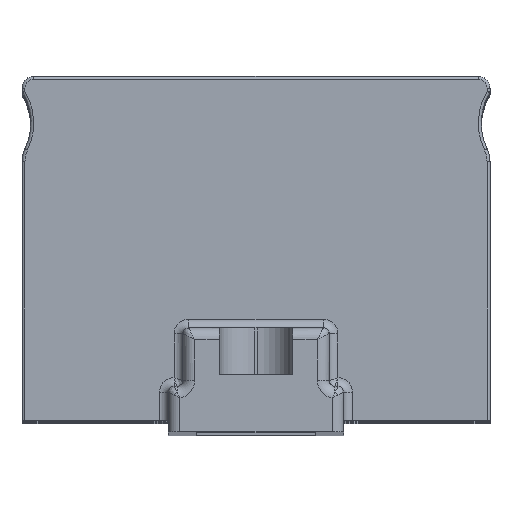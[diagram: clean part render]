
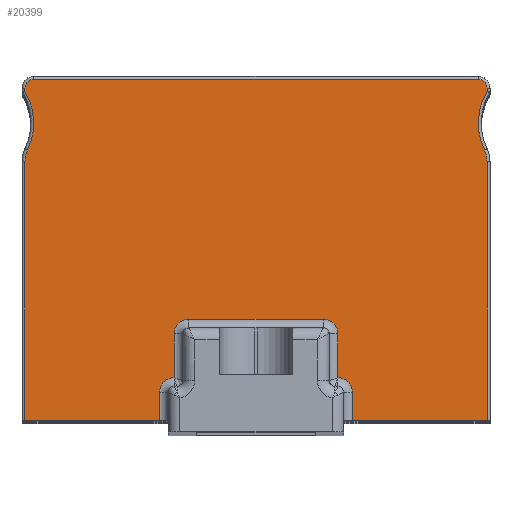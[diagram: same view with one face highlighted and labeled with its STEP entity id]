
A CAD part, top view. The second image highlights one B-rep face of the part: STEP entity #20399.
In plain terms, the highlighted planar face has unit normal (0, 0, 1).
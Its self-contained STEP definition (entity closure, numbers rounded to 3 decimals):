
#1645=DIRECTION('',(0.,-1.,0.));
#1646=VECTOR('',#1645,44.262);
#1647=CARTESIAN_POINT('',(-39.5,46.262,326.));
#1648=LINE('',#1647,#1646);
#1649=CARTESIAN_POINT('',(-35.,46.262,326.));
#1650=DIRECTION('',(0.,0.,1.));
#1651=DIRECTION('',(-0.9,0.436,0.));
#1652=AXIS2_PLACEMENT_3D('',#1649,#1650,#1651);
#1654=CARTESIAN_POINT('',(-48.5,52.8,326.));
#1655=DIRECTION('',(0.,0.,-1.));
#1656=DIRECTION('',(0.857,0.515,0.));
#1657=AXIS2_PLACEMENT_3D('',#1654,#1655,#1656);
#1659=DIRECTION('',(0.,-1.,0.));
#1660=VECTOR('',#1659,0.592);
#1661=CARTESIAN_POINT('',(-39.5,58.8,326.));
#1662=LINE('',#1661,#1660);
#1663=CARTESIAN_POINT('',(-38.,58.8,326.));
#1664=DIRECTION('',(0.,0.,1.));
#1665=DIRECTION('',(0.,1.,0.));
#1666=AXIS2_PLACEMENT_3D('',#1663,#1664,#1665);
#1668=DIRECTION('',(-1.,0.,0.));
#1669=VECTOR('',#1668,76.);
#1670=CARTESIAN_POINT('',(38.,60.3,326.));
#1671=LINE('',#1670,#1669);
#1672=CARTESIAN_POINT('',(38.,58.8,326.));
#1673=DIRECTION('',(0.,0.,1.));
#1674=DIRECTION('',(1.,0.,0.));
#1675=AXIS2_PLACEMENT_3D('',#1672,#1673,#1674);
#1677=DIRECTION('',(0.,1.,0.));
#1678=VECTOR('',#1677,0.592);
#1679=CARTESIAN_POINT('',(39.5,58.208,326.));
#1680=LINE('',#1679,#1678);
#1681=CARTESIAN_POINT('',(48.5,52.8,326.));
#1682=DIRECTION('',(0.,0.,-1.));
#1683=DIRECTION('',(-0.9,-0.436,0.));
#1684=AXIS2_PLACEMENT_3D('',#1681,#1682,#1683);
#1686=CARTESIAN_POINT('',(35.,46.262,326.));
#1687=DIRECTION('',(0.,0.,1.));
#1688=DIRECTION('',(1.,0.,0.));
#1689=AXIS2_PLACEMENT_3D('',#1686,#1687,#1688);
#1691=DIRECTION('',(0.,1.,0.));
#1692=VECTOR('',#1691,44.262);
#1693=CARTESIAN_POINT('',(39.5,2.,326.));
#1694=LINE('',#1693,#1692);
#1695=DIRECTION('',(-1.,0.,0.));
#1696=VECTOR('',#1695,23.);
#1697=CARTESIAN_POINT('',(39.5,2.,326.));
#1698=LINE('',#1697,#1696);
#1699=DIRECTION('',(0.,1.,0.));
#1700=VECTOR('',#1699,4.8);
#1701=CARTESIAN_POINT('',(16.5,2.,326.));
#1702=LINE('',#1701,#1700);
#1703=CARTESIAN_POINT('',(14.,6.8,326.));
#1704=DIRECTION('',(0.,0.,1.));
#1705=DIRECTION('',(1.,0.,0.));
#1706=AXIS2_PLACEMENT_3D('',#1703,#1704,#1705);
#1708=CARTESIAN_POINT('',(14.,9.3,326.));
#1709=CARTESIAN_POINT('',(14.,10.133,326.));
#1710=CARTESIAN_POINT('',(14.,11.8,326.));
#1711=CARTESIAN_POINT('',(14.,14.3,326.));
#1712=CARTESIAN_POINT('',(14.,15.967,326.));
#1713=CARTESIAN_POINT('',(14.,16.8,326.));
#1715=CARTESIAN_POINT('',(11.5,16.8,326.));
#1716=DIRECTION('',(0.,0.,1.));
#1717=DIRECTION('',(1.,0.,0.));
#1718=AXIS2_PLACEMENT_3D('',#1715,#1716,#1717);
#1720=DIRECTION('',(-1.,0.,0.));
#1721=VECTOR('',#1720,23.);
#1722=CARTESIAN_POINT('',(11.5,19.3,326.));
#1723=LINE('',#1722,#1721);
#1724=CARTESIAN_POINT('',(-11.5,16.8,326.));
#1725=DIRECTION('',(0.,0.,1.));
#1726=DIRECTION('',(0.,1.,0.));
#1727=AXIS2_PLACEMENT_3D('',#1724,#1725,#1726);
#1729=CARTESIAN_POINT('',(-14.,16.8,326.));
#1730=CARTESIAN_POINT('',(-14.,15.967,326.));
#1731=CARTESIAN_POINT('',(-14.,14.3,326.));
#1732=CARTESIAN_POINT('',(-14.,11.8,326.));
#1733=CARTESIAN_POINT('',(-14.,10.133,326.));
#1734=CARTESIAN_POINT('',(-14.,9.3,326.));
#1736=CARTESIAN_POINT('',(-14.,6.8,326.));
#1737=DIRECTION('',(0.,0.,1.));
#1738=DIRECTION('',(0.,1.,0.));
#1739=AXIS2_PLACEMENT_3D('',#1736,#1737,#1738);
#1741=DIRECTION('',(0.,-1.,0.));
#1742=VECTOR('',#1741,4.8);
#1743=CARTESIAN_POINT('',(-16.5,6.8,326.));
#1744=LINE('',#1743,#1742);
#1745=DIRECTION('',(-1.,0.,0.));
#1746=VECTOR('',#1745,23.);
#1747=CARTESIAN_POINT('',(-16.5,2.,326.));
#1748=LINE('',#1747,#1746);
#15977=CARTESIAN_POINT('',(16.5,2.,326.));
#15978=CARTESIAN_POINT('',(16.5,6.8,326.));
#15979=VERTEX_POINT('',#15977);
#15980=VERTEX_POINT('',#15978);
#15981=CARTESIAN_POINT('',(14.,9.3,326.));
#15982=VERTEX_POINT('',#15981);
#15986=VERTEX_POINT('',#1729);
#15987=VERTEX_POINT('',#1734);
#15990=CARTESIAN_POINT('',(-11.5,19.3,326.));
#15991=VERTEX_POINT('',#15990);
#15994=CARTESIAN_POINT('',(11.5,19.3,326.));
#15995=VERTEX_POINT('',#15994);
#15998=CARTESIAN_POINT('',(14.,16.8,326.));
#15999=VERTEX_POINT('',#15998);
#16004=CARTESIAN_POINT('',(-16.5,6.8,326.));
#16005=CARTESIAN_POINT('',(-16.5,2.,326.));
#16006=VERTEX_POINT('',#16004);
#16007=VERTEX_POINT('',#16005);
#16602=CARTESIAN_POINT('',(-39.5,2.,326.));
#16604=VERTEX_POINT('',#16602);
#16608=CARTESIAN_POINT('',(-39.5,46.262,326.));
#16609=VERTEX_POINT('',#16608);
#16610=CARTESIAN_POINT('',(-39.05,48.223,326.));
#16611=VERTEX_POINT('',#16610);
#16614=CARTESIAN_POINT('',(-39.5,58.208,326.));
#16615=VERTEX_POINT('',#16614);
#16620=CARTESIAN_POINT('',(-39.5,58.8,326.));
#16621=VERTEX_POINT('',#16620);
#16624=CARTESIAN_POINT('',(-38.,60.3,326.));
#16625=VERTEX_POINT('',#16624);
#16628=CARTESIAN_POINT('',(38.,60.3,326.));
#16629=VERTEX_POINT('',#16628);
#16632=CARTESIAN_POINT('',(39.5,58.8,326.));
#16633=VERTEX_POINT('',#16632);
#16636=CARTESIAN_POINT('',(39.5,58.208,326.));
#16637=VERTEX_POINT('',#16636);
#16642=CARTESIAN_POINT('',(39.05,48.223,326.));
#16643=VERTEX_POINT('',#16642);
#16646=CARTESIAN_POINT('',(39.5,46.262,326.));
#16647=VERTEX_POINT('',#16646);
#16651=CARTESIAN_POINT('',(39.5,2.,326.));
#16653=VERTEX_POINT('',#16651);
#20349=CARTESIAN_POINT('',(0.,0.,326.));
#20350=DIRECTION('',(0.,0.,1.));
#20351=DIRECTION('',(1.,0.,0.));
#20352=AXIS2_PLACEMENT_3D('',#20349,#20350,#20351);
#20353=PLANE('',#20352);
#20355=ORIENTED_EDGE('',*,*,#20354,.F.);
#20357=ORIENTED_EDGE('',*,*,#20356,.F.);
#20359=ORIENTED_EDGE('',*,*,#20358,.F.);
#20361=ORIENTED_EDGE('',*,*,#20360,.F.);
#20363=ORIENTED_EDGE('',*,*,#20362,.F.);
#20365=ORIENTED_EDGE('',*,*,#20364,.F.);
#20367=ORIENTED_EDGE('',*,*,#20366,.F.);
#20369=ORIENTED_EDGE('',*,*,#20368,.F.);
#20371=ORIENTED_EDGE('',*,*,#20370,.F.);
#20373=ORIENTED_EDGE('',*,*,#20372,.F.);
#20375=ORIENTED_EDGE('',*,*,#20374,.F.);
#20377=ORIENTED_EDGE('',*,*,#20376,.T.);
#20379=ORIENTED_EDGE('',*,*,#20378,.T.);
#20381=ORIENTED_EDGE('',*,*,#20380,.T.);
#20383=ORIENTED_EDGE('',*,*,#20382,.T.);
#20385=ORIENTED_EDGE('',*,*,#20384,.T.);
#20387=ORIENTED_EDGE('',*,*,#20386,.T.);
#20389=ORIENTED_EDGE('',*,*,#20388,.T.);
#20391=ORIENTED_EDGE('',*,*,#20390,.T.);
#20392=ORIENTED_EDGE('',*,*,#20339,.T.);
#20394=ORIENTED_EDGE('',*,*,#20393,.T.);
#20396=ORIENTED_EDGE('',*,*,#20395,.T.);
#20397=EDGE_LOOP('',(#20355,#20357,#20359,#20361,#20363,#20365,#20367,#20369,
#20371,#20373,#20375,#20377,#20379,#20381,#20383,#20385,#20387,#20389,#20391,
#20392,#20394,#20396));
#20398=FACE_OUTER_BOUND('',#20397,.F.);
#20399=ADVANCED_FACE('',(#20398),#20353,.T.);
#1653=CIRCLE('',#1652,4.5);
#1658=CIRCLE('',#1657,10.5);
#1667=CIRCLE('',#1666,1.5);
#1676=CIRCLE('',#1675,1.5);
#1685=CIRCLE('',#1684,10.5);
#1690=CIRCLE('',#1689,4.5);
#1707=CIRCLE('',#1706,2.5);
#1714=B_SPLINE_CURVE_WITH_KNOTS('',3,(#1708,#1709,#1710,#1711,#1712,#1713),
.UNSPECIFIED.,.F.,.F.,(4,1,1,4),(0.,0.333,0.667,1.),
.UNSPECIFIED.);
#1719=CIRCLE('',#1718,2.5);
#1728=CIRCLE('',#1727,2.5);
#1735=B_SPLINE_CURVE_WITH_KNOTS('',3,(#1729,#1730,#1731,#1732,#1733,#1734),
.UNSPECIFIED.,.F.,.F.,(4,1,1,4),(0.,0.333,0.667,1.),
.UNSPECIFIED.);
#1740=CIRCLE('',#1739,2.5);
#20339=EDGE_CURVE('',#15987,#16006,#1740,.T.);
#20354=EDGE_CURVE('',#16609,#16604,#1648,.T.);
#20356=EDGE_CURVE('',#16611,#16609,#1653,.T.);
#20358=EDGE_CURVE('',#16615,#16611,#1658,.T.);
#20360=EDGE_CURVE('',#16621,#16615,#1662,.T.);
#20362=EDGE_CURVE('',#16625,#16621,#1667,.T.);
#20364=EDGE_CURVE('',#16629,#16625,#1671,.T.);
#20366=EDGE_CURVE('',#16633,#16629,#1676,.T.);
#20368=EDGE_CURVE('',#16637,#16633,#1680,.T.);
#20370=EDGE_CURVE('',#16643,#16637,#1685,.T.);
#20372=EDGE_CURVE('',#16647,#16643,#1690,.T.);
#20374=EDGE_CURVE('',#16653,#16647,#1694,.T.);
#20376=EDGE_CURVE('',#16653,#15979,#1698,.T.);
#20378=EDGE_CURVE('',#15979,#15980,#1702,.T.);
#20380=EDGE_CURVE('',#15980,#15982,#1707,.T.);
#20382=EDGE_CURVE('',#15982,#15999,#1714,.T.);
#20384=EDGE_CURVE('',#15999,#15995,#1719,.T.);
#20386=EDGE_CURVE('',#15995,#15991,#1723,.T.);
#20388=EDGE_CURVE('',#15991,#15986,#1728,.T.);
#20390=EDGE_CURVE('',#15986,#15987,#1735,.T.);
#20393=EDGE_CURVE('',#16006,#16007,#1744,.T.);
#20395=EDGE_CURVE('',#16007,#16604,#1748,.T.);
